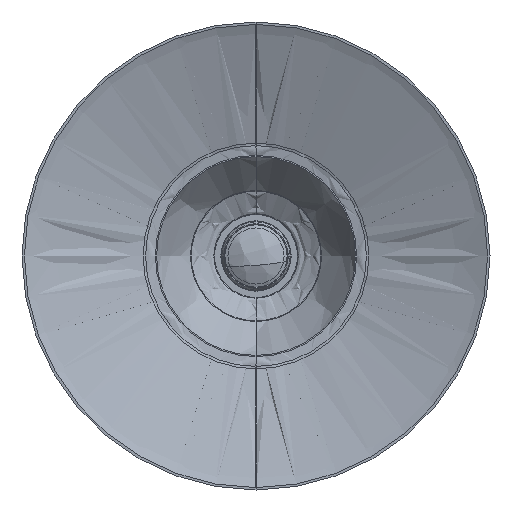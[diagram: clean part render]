
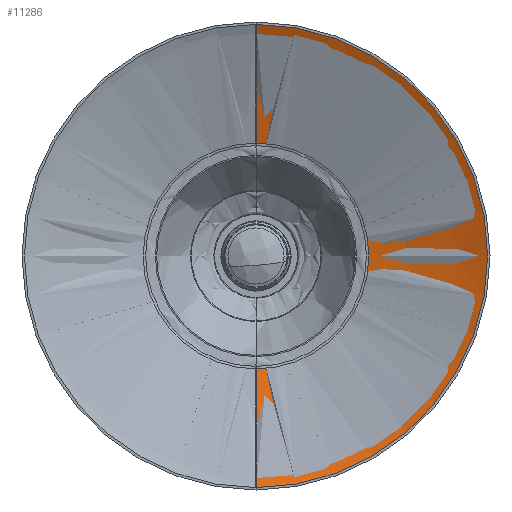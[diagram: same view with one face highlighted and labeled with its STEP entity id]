
A CAD part, front view. The second image highlights one B-rep face of the part: STEP entity #11286.
In plain terms, the highlighted free-form (B-spline) face has degree [3, 3] with [8, 4] control points.
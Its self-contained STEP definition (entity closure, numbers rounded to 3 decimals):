
#230 = CIRCLE ( 'NONE', #17208, 120.563 ) ;
#729 = CARTESIAN_POINT ( 'NONE',  ( 5228.187, 1965.554, -134.536 ) ) ;
#751 = CARTESIAN_POINT ( 'NONE',  ( 4959.115, 1951.769, -179.769 ) ) ;
#834 = CARTESIAN_POINT ( 'NONE',  ( 5409.913, 1932.827, -225.399 ) ) ;
#1369 = CARTESIAN_POINT ( 'NONE',  ( 4959.115, 1921.761, 0. ) ) ;
#2097 = CARTESIAN_POINT ( 'NONE',  ( 5200.241, 1968.78, 120.563 ) ) ;
#2214 = CARTESIAN_POINT ( 'NONE',  ( 4959.115, 1945.217, -197.137 ) ) ;
#2426 = CARTESIAN_POINT ( 'NONE',  ( 4959.115, 1961.752, -148.414 ) ) ;
#2957 = CARTESIAN_POINT ( 'NONE',  ( 4959.115, 1945.217, 197.137 ) ) ;
#3446 = EDGE_CURVE ( 'NONE', #7283, #11306, #6143, .T. ) ;
#3598 = CARTESIAN_POINT ( 'NONE',  ( 4959.115, 1968.78, -120.563 ) ) ;
#3687 = CARTESIAN_POINT ( 'NONE',  ( 5318.653, 1951.769, -179.769 ) ) ;
#3786 = CARTESIAN_POINT ( 'NONE',  ( 5353.389, 1945.217, 197.137 ) ) ;
#4084 = CARTESIAN_POINT ( 'NONE',  ( 4959.115, 1927.478, 236.525 ) ) ;
#4368 = CARTESIAN_POINT ( 'NONE',  ( 4959.115, 1968.78, 0. ) ) ;
#4448 = CARTESIAN_POINT ( 'NONE',  ( 4959.115, 1921.761, 247.427 ) ) ;
#4541 = CARTESIAN_POINT ( 'NONE',  ( 4959.115, 1961.752, 148.414 ) ) ;
#5056 = CARTESIAN_POINT ( 'NONE',  ( 4959.115, 1968.78, 120.563 ) ) ;
#5158 = CARTESIAN_POINT ( 'NONE',  ( 5255.943, 1961.752, 148.414 ) ) ;
#5260 = CARTESIAN_POINT ( 'NONE',  ( 4959.115, 1951.769, 179.769 ) ) ;
#5553 = CARTESIAN_POINT ( 'NONE',  ( 4959.115, 1921.761, 247.427 ) ) ;
#5825 = CARTESIAN_POINT ( 'NONE',  ( 4959.115, 1968.78, 120.563 ) ) ;
#6094 = B_SPLINE_CURVE_WITH_KNOTS ( 'NONE', 3,
 ( #3598, #15911, #2426, #751, #2214, #11074, #9794, #9605 ),
 .UNSPECIFIED., .F., .F.,
 ( 4, 2, 2, 4 ),
 ( -0.26, -0.179, -0.074, -0.004 ),
 .UNSPECIFIED. ) ;
#6143 = B_SPLINE_CURVE_WITH_KNOTS ( 'NONE', 3,
 ( #5825, #10355, #4541, #14868, #2957, #8869, #17919, #4448 ),
 .UNSPECIFIED., .F., .F.,
 ( 4, 2, 2, 4 ),
 ( -0.26, -0.179, -0.074, -0.004 ),
 .UNSPECIFIED. ) ;
#6743 = CARTESIAN_POINT ( 'NONE',  ( 4959.115, 1961.752, -148.414 ) ) ;
#6846 = CARTESIAN_POINT ( 'NONE',  ( 5409.913, 1932.827, 225.399 ) ) ;
#7283 = VERTEX_POINT ( 'NONE', #8275 ) ;
#7541 = CIRCLE ( 'NONE', #14449, 247.427 ) ;
#8118 = CARTESIAN_POINT ( 'NONE',  ( 5255.943, 1961.752, -148.414 ) ) ;
#8275 = CARTESIAN_POINT ( 'NONE',  ( 4959.115, 1968.78, 120.563 ) ) ;
#8394 = EDGE_CURVE ( 'NONE', #11306, #12237, #7541, .T. ) ;
#8799 = CARTESIAN_POINT ( 'NONE',  ( 4959.115, 1921.761, 247.427 ) ) ;
#8869 = CARTESIAN_POINT ( 'NONE',  ( 4959.115, 1932.827, 225.399 ) ) ;
#8885 = CARTESIAN_POINT ( 'NONE',  ( 4959.115, 1927.478, -236.525 ) ) ;
#9473 = CARTESIAN_POINT ( 'NONE',  ( 4959.115, 1965.554, 134.536 ) ) ;
#9518 = EDGE_CURVE ( 'NONE', #9896, #12237, #6094, .T. ) ;
#9605 = CARTESIAN_POINT ( 'NONE',  ( 4959.115, 1921.761, -247.427 ) ) ;
#9777 = CARTESIAN_POINT ( 'NONE',  ( 4959.115, 1945.217, 197.137 ) ) ;
#9794 = CARTESIAN_POINT ( 'NONE',  ( 4959.115, 1927.478, -236.525 ) ) ;
#9825 = CARTESIAN_POINT ( 'NONE',  ( 4959.115, 1921.761, -247.427 ) ) ;
#9896 = VERTEX_POINT ( 'NONE', #15388 ) ;
#10099 = ORIENTED_EDGE ( 'NONE', *, *, #8394, .F. ) ;
#10165 = CARTESIAN_POINT ( 'NONE',  ( 5432.165, 1927.478, -236.525 ) ) ;
#10355 = CARTESIAN_POINT ( 'NONE',  ( 4959.115, 1965.554, 134.536 ) ) ;
#10368 = CARTESIAN_POINT ( 'NONE',  ( 5453.968, 1921.761, 247.427 ) ) ;
#10495 = ORIENTED_EDGE ( 'NONE', *, *, #3446, .F. ) ;
#10704 = EDGE_LOOP ( 'NONE', ( #19270, #16018, #10099, #10495 ) ) ;
#11054 = FACE_OUTER_BOUND ( 'NONE', #10704, .T. ) ;
#11074 = CARTESIAN_POINT ( 'NONE',  ( 4959.115, 1932.827, -225.399 ) ) ;
#11163 = CARTESIAN_POINT ( 'NONE',  ( 4959.115, 1961.752, 148.414 ) ) ;
#11264 = CARTESIAN_POINT ( 'NONE',  ( 4959.115, 1945.217, -197.137 ) ) ;
#11286 = ADVANCED_FACE ( 'NONE', ( #11054 ), #16419, .T. ) ;
#11306 = VERTEX_POINT ( 'NONE', #5553 ) ;
#11454 = CARTESIAN_POINT ( 'NONE',  ( 5453.968, 1921.761, -247.427 ) ) ;
#12237 = VERTEX_POINT ( 'NONE', #9825 ) ;
#12928 = CARTESIAN_POINT ( 'NONE',  ( 4959.115, 1968.78, -120.563 ) ) ;
#13192 = DIRECTION ( 'NONE',  ( 0., 0., -1. ) ) ;
#13385 = DIRECTION ( 'NONE',  ( 0., 1., 0. ) ) ;
#14004 = CARTESIAN_POINT ( 'NONE',  ( 5228.187, 1965.554, 134.536 ) ) ;
#14449 = AXIS2_PLACEMENT_3D ( 'NONE', #1369, #13385, #13192 ) ;
#14501 = CARTESIAN_POINT ( 'NONE',  ( 4959.115, 1932.827, 225.399 ) ) ;
#14868 = CARTESIAN_POINT ( 'NONE',  ( 4959.115, 1951.769, 179.769 ) ) ;
#15231 = EDGE_CURVE ( 'NONE', #7283, #9896, #230, .T. ) ;
#15388 = CARTESIAN_POINT ( 'NONE',  ( 4959.115, 1968.78, -120.563 ) ) ;
#15787 = CARTESIAN_POINT ( 'NONE',  ( 4959.115, 1932.827, -225.399 ) ) ;
#15911 = CARTESIAN_POINT ( 'NONE',  ( 4959.115, 1965.554, -134.536 ) ) ;
#15979 = DIRECTION ( 'NONE',  ( 0., 0., 1. ) ) ;
#16018 = ORIENTED_EDGE ( 'NONE', *, *, #9518, .T. ) ;
#16366 = CARTESIAN_POINT ( 'NONE',  ( 4959.115, 1921.761, -247.427 ) ) ;
#16419 =( BOUNDED_SURFACE ( )  B_SPLINE_SURFACE ( 3, 3, ( 
 ( #12928, #18617, #2097, #5056 ),
 ( #16960, #729, #14004, #9473 ),
 ( #6743, #8118, #5158, #11163 ),
 ( #17162, #3687, #18729, #5260 ),
 ( #11264, #17268, #3786, #9777 ),
 ( #15787, #834, #6846, #14501 ),
 ( #8885, #10165, #17740, #4084 ),
 ( #16366, #11454, #10368, #8799 ) ),
 .UNSPECIFIED., .F., .F., .T. ) 
 B_SPLINE_SURFACE_WITH_KNOTS ( ( 4, 2, 2, 4 ),
 ( 4, 4 ),
 ( -0.26, -0.179, -0.074, -0.004 ),
 ( 0., 1. ),
 .UNSPECIFIED. ) 
 GEOMETRIC_REPRESENTATION_ITEM ( )  RATIONAL_B_SPLINE_SURFACE ( (
 ( 1., 0.333, 0.333, 1.),
 ( 1., 0.333, 0.333, 1.),
 ( 1., 0.333, 0.333, 1.),
 ( 1., 0.333, 0.333, 1.),
 ( 1., 0.333, 0.333, 1.),
 ( 1., 0.333, 0.333, 1.),
 ( 1., 0.333, 0.333, 1.),
 ( 1., 0.333, 0.333, 1.) ) ) 
 REPRESENTATION_ITEM ( '' )  SURFACE ( )  );
#16960 = CARTESIAN_POINT ( 'NONE',  ( 4959.115, 1965.554, -134.536 ) ) ;
#17162 = CARTESIAN_POINT ( 'NONE',  ( 4959.115, 1951.769, -179.769 ) ) ;
#17208 = AXIS2_PLACEMENT_3D ( 'NONE', #4368, #17929, #15979 ) ;
#17268 = CARTESIAN_POINT ( 'NONE',  ( 5353.389, 1945.217, -197.137 ) ) ;
#17740 = CARTESIAN_POINT ( 'NONE',  ( 5432.165, 1927.478, 236.525 ) ) ;
#17919 = CARTESIAN_POINT ( 'NONE',  ( 4959.115, 1927.478, 236.525 ) ) ;
#17929 = DIRECTION ( 'NONE',  ( 0., 1., 0. ) ) ;
#18617 = CARTESIAN_POINT ( 'NONE',  ( 5200.241, 1968.78, -120.563 ) ) ;
#18729 = CARTESIAN_POINT ( 'NONE',  ( 5318.653, 1951.769, 179.769 ) ) ;
#19270 = ORIENTED_EDGE ( 'NONE', *, *, #15231, .T. ) ;
